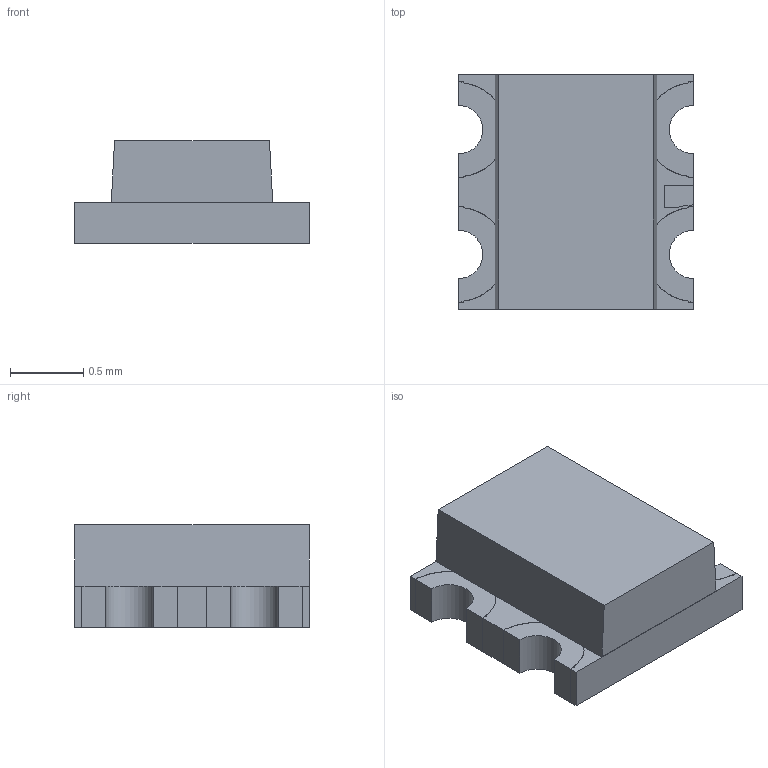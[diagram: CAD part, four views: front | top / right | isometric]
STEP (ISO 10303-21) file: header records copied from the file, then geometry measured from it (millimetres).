
FILE_DESCRIPTION( ( 'Unknown' ), '1' );
FILE_NAME( 'WL-SBCW_0606.stp', 'Unknown', ( 'Unknown' ), ( 'Unknown' ), 'PSStep 16.0.42', 'Unknown', ' ' );
FILE_SCHEMA( ( 'AUTOMOTIVE_DESIGN { 1 0 10303 214 1 1 1 1 }' ) );
Length unit declared in the file: millimetre
Products named in the file (9): Assem1; body; pole; contact; lense
Assembly tree (8 placements, depth 2):
  Assem1
    body
    pole
    pole
    contact
    contact
    contact
    contact
    lense
Bounding box: 1.6 x 1.6 x 0.7 mm (x, y, z)
Volume: 1.4 mm3; surface area: 18.1 mm2
Topology: 8 solids, 8 shells, 287 faces, 802 edges, 532 vertices
Faces by surface type: plane 171, cylinder 116
Entity records: 11690 total; most frequent: CARTESIAN_POINT 1630, DIRECTION 1626, ORIENTED_EDGE 1604, EDGE_CURVE 802, LINE 570, VECTOR 570, VERTEX_POINT 532, AXIS2_PLACEMENT_3D 528
